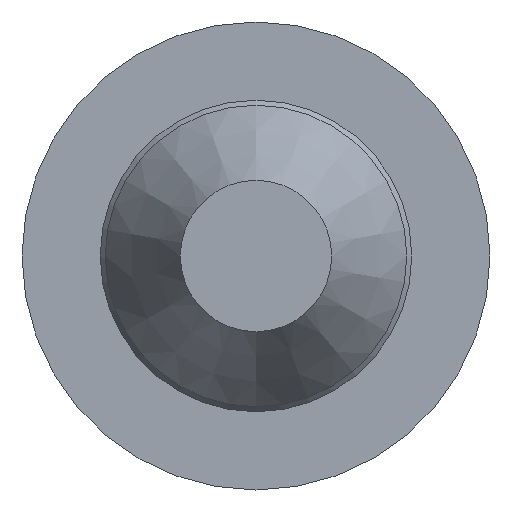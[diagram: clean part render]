
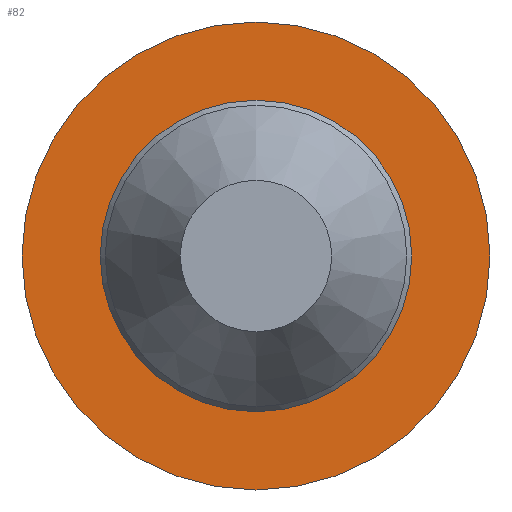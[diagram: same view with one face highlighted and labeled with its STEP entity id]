
A CAD part, left-side view. The second image highlights one B-rep face of the part: STEP entity #82.
In plain terms, the highlighted planar face has unit normal (-1, 0, 0).
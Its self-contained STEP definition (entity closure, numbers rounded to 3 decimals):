
#82 = ADVANCED_FACE( '', ( #176, #177 ), #178, .T. );
#176 = FACE_OUTER_BOUND( '', #262, .T. );
#177 = FACE_BOUND( '', #263, .T. );
#178 = PLANE( '', #264 );
#262 = EDGE_LOOP( '', ( #380 ) );
#263 = EDGE_LOOP( '', ( #381 ) );
#264 = AXIS2_PLACEMENT_3D( '', #382, #383, #384 );
#380 = ORIENTED_EDGE( '', *, *, #407, .T. );
#381 = ORIENTED_EDGE( '', *, *, #416, .F. );
#382 = CARTESIAN_POINT( '', ( 3.045, 0., 2.995 ) );
#383 = DIRECTION( '', ( -1., 0., 0. ) );
#384 = DIRECTION( '', ( 0., 0., 1. ) );
#407 = EDGE_CURVE( '', #460, #460, #461, .T. );
#416 = EDGE_CURVE( '', #473, #473, #474, .T. );
#460 = VERTEX_POINT( '', #518 );
#461 = CIRCLE( '', #519, 4.5 );
#473 = VERTEX_POINT( '', #531 );
#474 = CIRCLE( '', #532, 2.995 );
#518 = CARTESIAN_POINT( '', ( 3.045, 0., 4.5 ) );
#519 = AXIS2_PLACEMENT_3D( '', #580, #581, #582 );
#531 = CARTESIAN_POINT( '', ( 3.045, 0., 2.995 ) );
#532 = AXIS2_PLACEMENT_3D( '', #592, #593, #594 );
#580 = CARTESIAN_POINT( '', ( 3.045, 0., 0. ) );
#581 = DIRECTION( '', ( -1., 0., 0. ) );
#582 = DIRECTION( '', ( 0., 0., 1. ) );
#592 = CARTESIAN_POINT( '', ( 3.045, 0., 0. ) );
#593 = DIRECTION( '', ( -1., 0., 0. ) );
#594 = DIRECTION( '', ( 0., 0., 1. ) );
